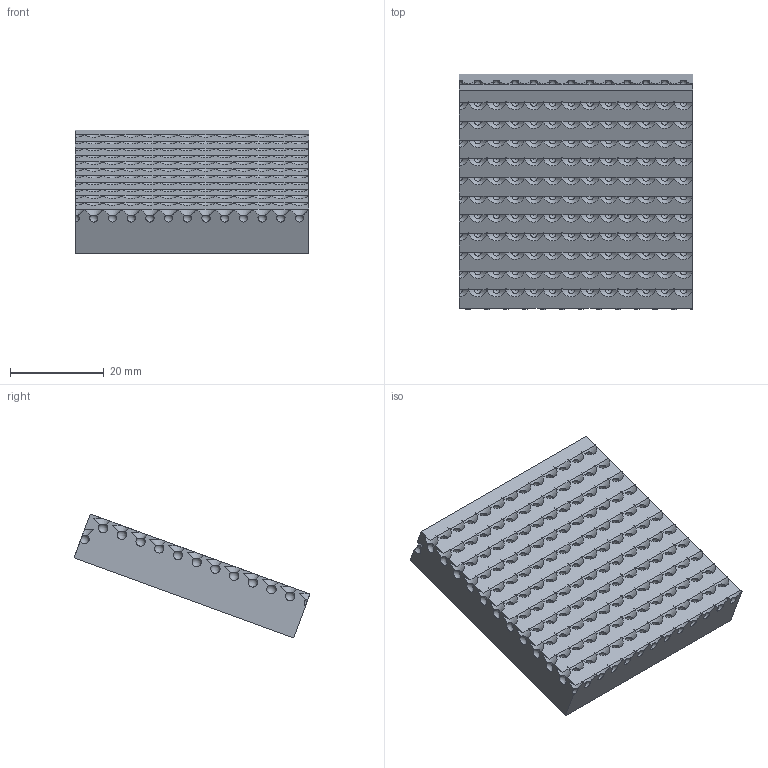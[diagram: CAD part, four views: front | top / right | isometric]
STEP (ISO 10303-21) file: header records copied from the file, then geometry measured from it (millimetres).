
FILE_DESCRIPTION(('Open CASCADE Model'),'2;1');
FILE_NAME('Open CASCADE Shape Model','2025-05-05T16:27:57',('Author'),( 'Open CASCADE'),'Open CASCADE STEP processor 7.7','Open CASCADE 7.7' ,'Unknown');
FILE_SCHEMA(('AUTOMOTIVE_DESIGN { 1 0 10303 214 1 1 1 1 }'));
Length unit declared in the file: millimetre
Products named in the file (1): Open CASCADE STEP translator 7.7 26
Bounding box: 50 x 50.4 x 26.5 mm (x, y, z)
Volume: 23400.1 mm3; surface area: 10624.8 mm2
Topology: 1 solids, 1 shells, 514 faces, 1463 edges, 927 vertices
Faces by surface type: plane 176, sphere 169, cone 169
Entity records: 37080 total; most frequent: CARTESIAN_POINT 11950, DIRECTION 4501, ORIENTED_EDGE 2614, PCURVE 2614, DEFINITIONAL_REPRESENTATION 2614, AXIS2_PLACEMENT_3D 1447, B_SPLINE_CURVE_WITH_KNOTS 1319, EDGE_CURVE 1307
